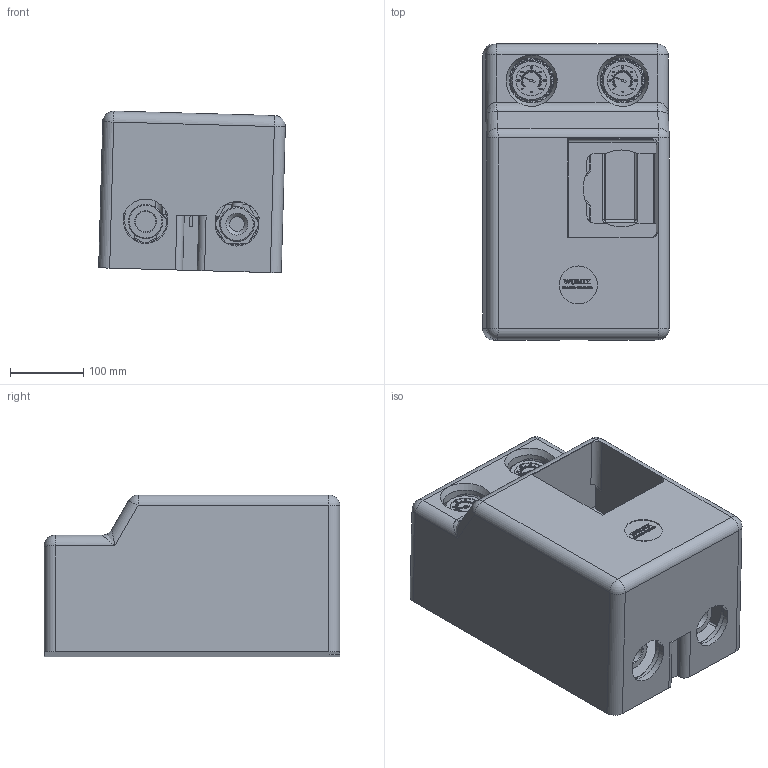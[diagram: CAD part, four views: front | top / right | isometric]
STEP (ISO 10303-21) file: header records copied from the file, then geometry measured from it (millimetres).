
FILE_DESCRIPTION(/* description */ (''),/* implementation_level */ '2;1');
FILE_NAME(/* name */ 'SA125-DN25.stp',/* time_stamp */ '2015-11-26T21:35:39+01:00',/* author */ ('ARTUR'),/* organization */ (''),/* preprocessor_version */ 'ST-DEVELOPER v15.6',/* originating_system */ 'Autodesk Inventor 2015',/* authorisation */ '');
FILE_SCHEMA (('CONFIG_CONTROL_DESIGN'));
Products named in the file (1): SA125-DN25
Bounding box: 255.49 x 405 x 221.48 mm (x, y, z)
Volume: 9826092.4 mm3; surface area: 1065446.6 mm2
Topology: 2 solids, 3 shells, 2660 faces, 7390 edges, 4769 vertices
Faces by surface type: plane 1664, cylinder 638, bspline 232, sphere 53, torus 44, cone 29
Full cylindrical faces by diameter (mm): 6.647 x1, 8 x1, 8.5 x1, 13 x2, 13.654 x2, 15 x1, 20 x1, 25 x3, 28 x1, 30 x2, 33 x3, 33.8 x1, 35 x2, 37.8 x1, 38 x1, 41.7 x1, 42 x3, 43.8 x1, 45 x3, 47 x2, 47.7 x1, 52 x3, 56 x2, 62 x2
Entity records: 87688 total; most frequent: CARTESIAN_POINT 19697, ORIENTED_EDGE 14450, DIRECTION 13079, EDGE_CURVE 7225, LINE 5253, VECTOR 5253, VERTEX_POINT 4747, AXIS2_PLACEMENT_3D 3913
